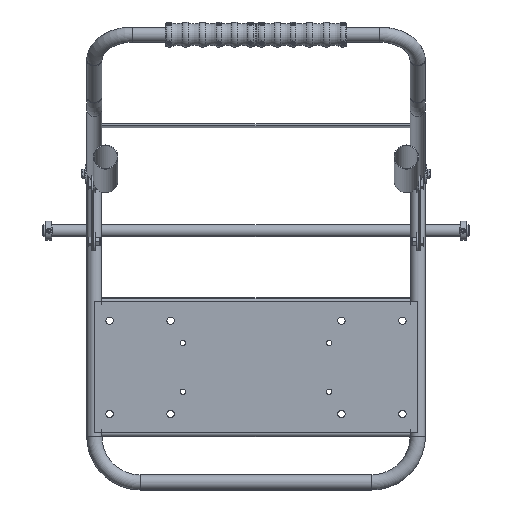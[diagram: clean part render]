
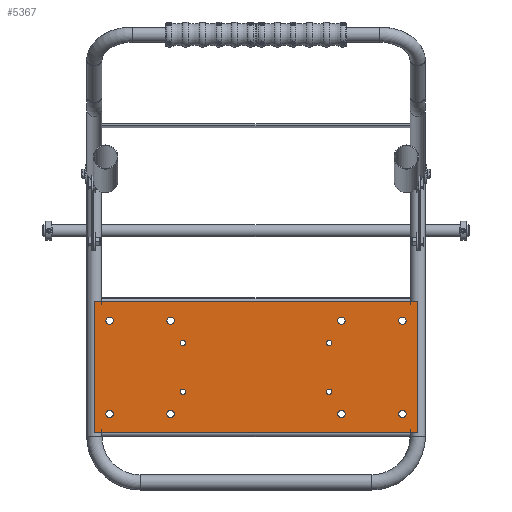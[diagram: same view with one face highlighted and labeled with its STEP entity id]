
A CAD part, top view. The second image highlights one B-rep face of the part: STEP entity #5367.
In plain terms, the highlighted planar face has unit normal (0, 0, 1).
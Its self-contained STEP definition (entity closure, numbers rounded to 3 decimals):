
#78=LINE('',#8805,#306);
#81=LINE('',#8811,#309);
#84=LINE('',#8817,#312);
#87=LINE('',#8822,#315);
#306=VECTOR('',#7005,1000.);
#309=VECTOR('',#7010,1000.);
#312=VECTOR('',#7015,1000.);
#315=VECTOR('',#7020,1000.);
#916=PLANE('',#6195);
#1113=CIRCLE('',#6196,4.5);
#1114=CIRCLE('',#6197,4.5);
#1115=CIRCLE('',#6198,6.);
#1116=CIRCLE('',#6199,6.);
#1117=CIRCLE('',#6200,6.);
#1118=CIRCLE('',#6201,6.);
#1119=CIRCLE('',#6202,4.5);
#1120=CIRCLE('',#6203,4.5);
#1121=CIRCLE('',#6204,6.);
#1122=CIRCLE('',#6205,6.);
#1123=CIRCLE('',#6206,6.);
#1124=CIRCLE('',#6207,6.);
#1473=ORIENTED_EDGE('',*,*,#2757,.F.);
#1474=ORIENTED_EDGE('',*,*,#2758,.F.);
#1475=ORIENTED_EDGE('',*,*,#2759,.F.);
#1476=ORIENTED_EDGE('',*,*,#2760,.F.);
#1477=ORIENTED_EDGE('',*,*,#2761,.F.);
#1478=ORIENTED_EDGE('',*,*,#2762,.F.);
#1479=ORIENTED_EDGE('',*,*,#2763,.F.);
#1480=ORIENTED_EDGE('',*,*,#2764,.F.);
#1481=ORIENTED_EDGE('',*,*,#2765,.F.);
#1482=ORIENTED_EDGE('',*,*,#2766,.F.);
#1483=ORIENTED_EDGE('',*,*,#2767,.F.);
#1484=ORIENTED_EDGE('',*,*,#2768,.F.);
#1485=ORIENTED_EDGE('',*,*,#2747,.F.);
#1486=ORIENTED_EDGE('',*,*,#2756,.F.);
#1487=ORIENTED_EDGE('',*,*,#2753,.F.);
#1488=ORIENTED_EDGE('',*,*,#2750,.F.);
#2747=EDGE_CURVE('',#3401,#3402,#78,.T.);
#2750=EDGE_CURVE('',#3402,#3404,#81,.T.);
#2753=EDGE_CURVE('',#3404,#3406,#84,.T.);
#2756=EDGE_CURVE('',#3406,#3401,#87,.T.);
#2757=EDGE_CURVE('',#3407,#3407,#1113,.T.);
#2758=EDGE_CURVE('',#3408,#3408,#1114,.T.);
#2759=EDGE_CURVE('',#3409,#3409,#1115,.T.);
#2760=EDGE_CURVE('',#3410,#3410,#1116,.T.);
#2761=EDGE_CURVE('',#3411,#3411,#1117,.T.);
#2762=EDGE_CURVE('',#3412,#3412,#1118,.T.);
#2763=EDGE_CURVE('',#3413,#3413,#1119,.T.);
#2764=EDGE_CURVE('',#3414,#3414,#1120,.T.);
#2765=EDGE_CURVE('',#3415,#3415,#1121,.T.);
#2766=EDGE_CURVE('',#3416,#3416,#1122,.T.);
#2767=EDGE_CURVE('',#3417,#3417,#1123,.T.);
#2768=EDGE_CURVE('',#3418,#3418,#1124,.T.);
#3401=VERTEX_POINT('',#8804);
#3402=VERTEX_POINT('',#8806);
#3404=VERTEX_POINT('',#8812);
#3406=VERTEX_POINT('',#8818);
#3407=VERTEX_POINT('',#8825);
#3408=VERTEX_POINT('',#8827);
#3409=VERTEX_POINT('',#8829);
#3410=VERTEX_POINT('',#8831);
#3411=VERTEX_POINT('',#8833);
#3412=VERTEX_POINT('',#8835);
#3413=VERTEX_POINT('',#8837);
#3414=VERTEX_POINT('',#8839);
#3415=VERTEX_POINT('',#8841);
#3416=VERTEX_POINT('',#8843);
#3417=VERTEX_POINT('',#8845);
#3418=VERTEX_POINT('',#8847);
#4031=EDGE_LOOP('',(#1473));
#4032=EDGE_LOOP('',(#1474));
#4033=EDGE_LOOP('',(#1475));
#4034=EDGE_LOOP('',(#1476));
#4035=EDGE_LOOP('',(#1477));
#4036=EDGE_LOOP('',(#1478));
#4037=EDGE_LOOP('',(#1479));
#4038=EDGE_LOOP('',(#1480));
#4039=EDGE_LOOP('',(#1481));
#4040=EDGE_LOOP('',(#1482));
#4041=EDGE_LOOP('',(#1483));
#4042=EDGE_LOOP('',(#1484));
#4043=EDGE_LOOP('',(#1485,#1486,#1487,#1488));
#4647=FACE_BOUND('',#4031,.T.);
#4648=FACE_BOUND('',#4032,.T.);
#4649=FACE_BOUND('',#4033,.T.);
#4650=FACE_BOUND('',#4034,.T.);
#4651=FACE_BOUND('',#4035,.T.);
#4652=FACE_BOUND('',#4036,.T.);
#4653=FACE_BOUND('',#4037,.T.);
#4654=FACE_BOUND('',#4038,.T.);
#4655=FACE_BOUND('',#4039,.T.);
#4656=FACE_BOUND('',#4040,.T.);
#4657=FACE_BOUND('',#4041,.T.);
#4658=FACE_BOUND('',#4042,.T.);
#4659=FACE_BOUND('',#4043,.T.);
#5367=ADVANCED_FACE('',(#4647,#4648,#4649,#4650,#4651,#4652,#4653,#4654,
#4655,#4656,#4657,#4658,#4659),#916,.F.);
#6195=AXIS2_PLACEMENT_3D('',#8823,#7021,#7022);
#6196=AXIS2_PLACEMENT_3D('',#8824,#7023,#7024);
#6197=AXIS2_PLACEMENT_3D('',#8826,#7025,#7026);
#6198=AXIS2_PLACEMENT_3D('',#8828,#7027,#7028);
#6199=AXIS2_PLACEMENT_3D('',#8830,#7029,#7030);
#6200=AXIS2_PLACEMENT_3D('',#8832,#7031,#7032);
#6201=AXIS2_PLACEMENT_3D('',#8834,#7033,#7034);
#6202=AXIS2_PLACEMENT_3D('',#8836,#7035,#7036);
#6203=AXIS2_PLACEMENT_3D('',#8838,#7037,#7038);
#6204=AXIS2_PLACEMENT_3D('',#8840,#7039,#7040);
#6205=AXIS2_PLACEMENT_3D('',#8842,#7041,#7042);
#6206=AXIS2_PLACEMENT_3D('',#8844,#7043,#7044);
#6207=AXIS2_PLACEMENT_3D('',#8846,#7045,#7046);
#7005=DIRECTION('',(0.,1.,0.));
#7010=DIRECTION('',(1.,0.,0.));
#7015=DIRECTION('',(0.,-1.,0.));
#7020=DIRECTION('',(-1.,0.,0.));
#7021=DIRECTION('',(0.,0.,-1.));
#7022=DIRECTION('',(-1.,0.,0.));
#7023=DIRECTION('',(0.,0.,1.));
#7024=DIRECTION('',(0.,1.,0.));
#7025=DIRECTION('',(0.,0.,1.));
#7026=DIRECTION('',(0.,1.,0.));
#7027=DIRECTION('',(0.,0.,1.));
#7028=DIRECTION('',(0.,1.,0.));
#7029=DIRECTION('',(0.,0.,1.));
#7030=DIRECTION('',(0.,1.,0.));
#7031=DIRECTION('',(0.,0.,1.));
#7032=DIRECTION('',(0.,1.,0.));
#7033=DIRECTION('',(0.,0.,1.));
#7034=DIRECTION('',(0.,1.,0.));
#7035=DIRECTION('',(0.,0.,1.));
#7036=DIRECTION('',(0.,1.,0.));
#7037=DIRECTION('',(0.,0.,1.));
#7038=DIRECTION('',(0.,1.,0.));
#7039=DIRECTION('',(0.,0.,1.));
#7040=DIRECTION('',(0.,1.,0.));
#7041=DIRECTION('',(0.,0.,1.));
#7042=DIRECTION('',(0.,1.,0.));
#7043=DIRECTION('',(0.,0.,1.));
#7044=DIRECTION('',(0.,1.,0.));
#7045=DIRECTION('',(0.,0.,1.));
#7046=DIRECTION('',(0.,1.,0.));
#8804=CARTESIAN_POINT('',(-265.,-107.5,1.5));
#8805=CARTESIAN_POINT('',(-265.,-107.5,1.5));
#8806=CARTESIAN_POINT('',(-265.,107.5,1.5));
#8811=CARTESIAN_POINT('',(-265.,107.5,1.5));
#8812=CARTESIAN_POINT('',(265.,107.5,1.5));
#8817=CARTESIAN_POINT('',(265.,107.5,1.5));
#8818=CARTESIAN_POINT('',(265.,-107.5,1.5));
#8822=CARTESIAN_POINT('',(265.,-107.5,1.5));
#8823=CARTESIAN_POINT('',(0.,0.,1.5));
#8824=CARTESIAN_POINT('',(-120.,-40.,1.5));
#8825=CARTESIAN_POINT('',(-120.,-35.5,1.5));
#8826=CARTESIAN_POINT('',(-120.,40.,1.5));
#8827=CARTESIAN_POINT('',(-120.,44.5,1.5));
#8828=CARTESIAN_POINT('',(-140.,-76.5,1.5));
#8829=CARTESIAN_POINT('',(-140.,-70.5,1.5));
#8830=CARTESIAN_POINT('',(-140.,76.5,1.5));
#8831=CARTESIAN_POINT('',(-140.,82.5,1.5));
#8832=CARTESIAN_POINT('',(-240.,76.5,1.5));
#8833=CARTESIAN_POINT('',(-240.,82.5,1.5));
#8834=CARTESIAN_POINT('',(-240.,-76.5,1.5));
#8835=CARTESIAN_POINT('',(-240.,-70.5,1.5));
#8836=CARTESIAN_POINT('',(120.,-40.,1.5));
#8837=CARTESIAN_POINT('',(120.,-35.5,1.5));
#8838=CARTESIAN_POINT('',(120.,40.,1.5));
#8839=CARTESIAN_POINT('',(120.,44.5,1.5));
#8840=CARTESIAN_POINT('',(140.,-76.5,1.5));
#8841=CARTESIAN_POINT('',(140.,-70.5,1.5));
#8842=CARTESIAN_POINT('',(140.,76.5,1.5));
#8843=CARTESIAN_POINT('',(140.,82.5,1.5));
#8844=CARTESIAN_POINT('',(240.,76.5,1.5));
#8845=CARTESIAN_POINT('',(240.,82.5,1.5));
#8846=CARTESIAN_POINT('',(240.,-76.5,1.5));
#8847=CARTESIAN_POINT('',(240.,-70.5,1.5));
